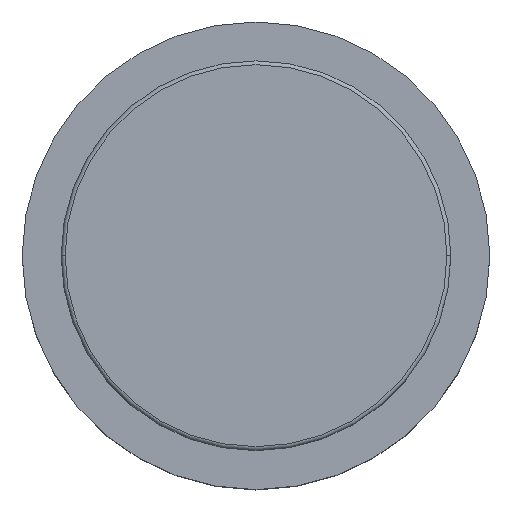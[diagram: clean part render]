
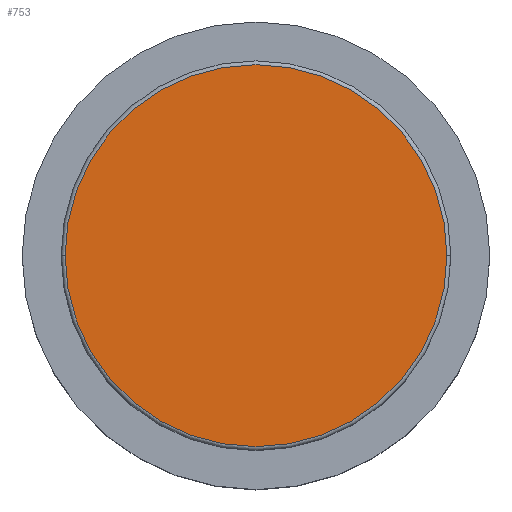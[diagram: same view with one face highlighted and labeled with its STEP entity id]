
A CAD part, top view. The second image highlights one B-rep face of the part: STEP entity #753.
In plain terms, the highlighted planar face has unit normal (0, 0, 1).
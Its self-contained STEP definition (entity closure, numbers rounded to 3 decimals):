
#262=CARTESIAN_POINT('',(0.,0.,55.));
#263=DIRECTION('',(0.,0.,1.));
#264=DIRECTION('',(1.,0.,0.));
#265=AXIS2_PLACEMENT_3D('',#262,#263,#264);
#267=CARTESIAN_POINT('',(0.,0.,55.));
#268=DIRECTION('',(0.,0.,1.));
#269=DIRECTION('',(-1.,0.,0.));
#270=AXIS2_PLACEMENT_3D('',#267,#268,#269);
#348=CARTESIAN_POINT('',(4.9,0.,55.));
#349=CARTESIAN_POINT('',(-4.9,0.,55.));
#350=VERTEX_POINT('',#348);
#351=VERTEX_POINT('',#349);
#743=CARTESIAN_POINT('',(0.,0.,55.));
#744=DIRECTION('',(0.,0.,1.));
#745=DIRECTION('',(1.,0.,0.));
#746=AXIS2_PLACEMENT_3D('',#743,#744,#745);
#747=PLANE('',#746);
#748=ORIENTED_EDGE('',*,*,#726,.F.);
#750=ORIENTED_EDGE('',*,*,#749,.F.);
#751=EDGE_LOOP('',(#748,#750));
#752=FACE_OUTER_BOUND('',#751,.F.);
#753=ADVANCED_FACE('',(#752),#747,.T.);
#266=CIRCLE('',#265,4.9);
#271=CIRCLE('',#270,4.9);
#726=EDGE_CURVE('',#350,#351,#266,.T.);
#749=EDGE_CURVE('',#351,#350,#271,.T.);
